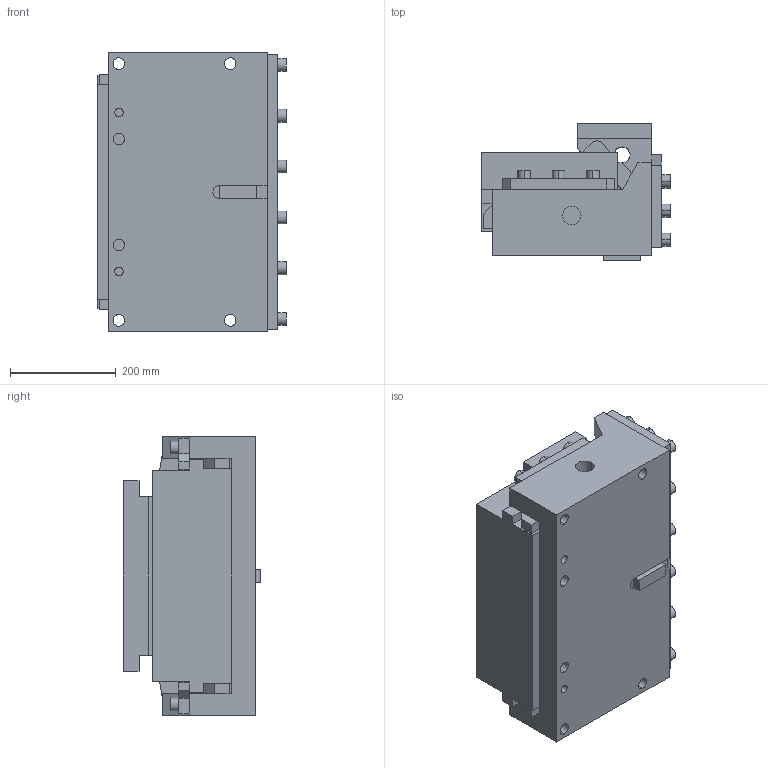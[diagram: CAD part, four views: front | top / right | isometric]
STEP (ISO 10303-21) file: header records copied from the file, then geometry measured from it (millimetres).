
FILE_DESCRIPTION(('CATIA V5 STEP Exchange'),'2;1');
FILE_NAME('CDCA_400_00_60.stp','2015-04-20T08:32:07+00:00',('none'),('none'),'CATIA Version 5 Release 19 SP 2 (IN-10)','CATIA V5 STEP AP203','none');
FILE_SCHEMA(('CONFIG_CONTROL_DESIGN'));
Length unit declared in the file: millimetre
Products named in the file (1): CDCA_400_00_60
Bounding box: 356 x 260 x 525 mm (x, y, z)
Volume: 30286472.4 mm3; surface area: 1492255 mm2
Topology: 3 solids, 13 shells, 312 faces, 920 edges, 630 vertices
Faces by surface type: plane 207, cylinder 85, cone 20
Entity records: 10317 total; most frequent: CARTESIAN_POINT 2186, ORIENTED_EDGE 1800, DIRECTION 1392, EDGE_CURVE 900, VERTEX_POINT 630, VECTOR 582, LINE 582, AXIS2_PLACEMENT_3D 550
